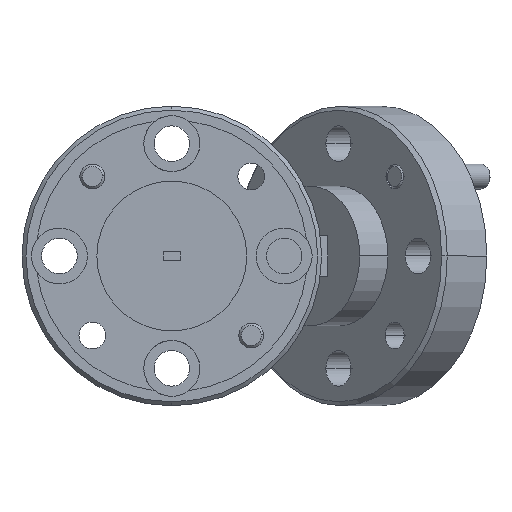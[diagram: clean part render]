
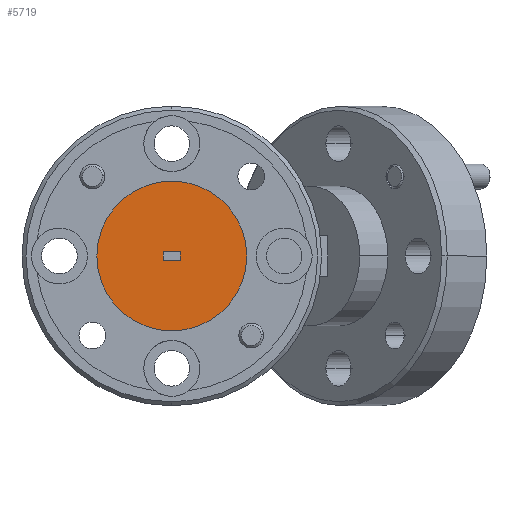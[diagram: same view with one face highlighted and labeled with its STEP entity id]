
A CAD part, left-side view. The second image highlights one B-rep face of the part: STEP entity #5719.
In plain terms, the highlighted planar face has unit normal (-1, 0, 0).
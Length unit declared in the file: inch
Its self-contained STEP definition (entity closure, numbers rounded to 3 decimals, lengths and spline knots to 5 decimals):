
#28 = ORIENTED_EDGE ( 'NONE', *, *, #3732, .T. ) ;
#201 = VERTEX_POINT ( 'NONE', #1146 ) ;
#214 = ORIENTED_EDGE ( 'NONE', *, *, #6935, .T. ) ;
#317 = CARTESIAN_POINT ( 'NONE',  ( -1.72001, 0.82332, 0.15348 ) ) ;
#319 = CARTESIAN_POINT ( 'NONE',  ( -1.72001, 0.86632, 0.17498 ) ) ;
#515 = CARTESIAN_POINT ( 'NONE',  ( -1.72001, 0.86632, 0.17498 ) ) ;
#758 = DIRECTION ( 'NONE',  ( 0., 0., -1. ) ) ;
#808 = VECTOR ( 'NONE', #6693, 39.37008 ) ;
#1146 = CARTESIAN_POINT ( 'NONE',  ( -1.72001, 0.82332, 0.17498 ) ) ;
#1201 = DIRECTION ( 'NONE',  ( 0., 0., 1. ) ) ;
#1231 = LINE ( 'NONE', #6303, #808 ) ;
#1476 = DIRECTION ( 'NONE',  ( -1., 0., 0. ) ) ;
#1547 = CARTESIAN_POINT ( 'NONE',  ( -1.72001, 0.84482, 0.35173 ) ) ;
#1562 = VECTOR ( 'NONE', #1201, 39.37008 ) ;
#1646 = DIRECTION ( 'NONE',  ( 0., 0., 1. ) ) ;
#1842 = ORIENTED_EDGE ( 'NONE', *, *, #3917, .T. ) ;
#1871 = VERTEX_POINT ( 'NONE', #515 ) ;
#1915 = CARTESIAN_POINT ( 'NONE',  ( -1.72001, 0.84482, 0.16423 ) ) ;
#1941 = EDGE_CURVE ( 'NONE', #3886, #4139, #1231, .T. ) ;
#2091 = CARTESIAN_POINT ( 'NONE',  ( -1.72001, 0.84482, -0.02327 ) ) ;
#2390 = VERTEX_POINT ( 'NONE', #2091 ) ;
#2447 = ORIENTED_EDGE ( 'NONE', *, *, #3665, .T. ) ;
#2556 = CARTESIAN_POINT ( 'NONE',  ( -1.72001, 0.84482, 0.16423 ) ) ;
#2674 = LINE ( 'NONE', #317, #5828 ) ;
#2773 = ORIENTED_EDGE ( 'NONE', *, *, #1941, .T. ) ;
#3011 = VERTEX_POINT ( 'NONE', #1547 ) ;
#3362 = CARTESIAN_POINT ( 'NONE',  ( -1.72001, 0.86632, 0.15348 ) ) ;
#3435 = AXIS2_PLACEMENT_3D ( 'NONE', #2556, #1476, #4364 ) ;
#3475 = FACE_OUTER_BOUND ( 'NONE', #6812, .T. ) ;
#3665 = EDGE_CURVE ( 'NONE', #1871, #201, #4574, .T. ) ;
#3732 = EDGE_CURVE ( 'NONE', #3011, #2390, #6533, .T. ) ;
#3886 = VERTEX_POINT ( 'NONE', #6669 ) ;
#3917 = EDGE_CURVE ( 'NONE', #2390, #3011, #6540, .T. ) ;
#4139 = VERTEX_POINT ( 'NONE', #7031 ) ;
#4287 = DIRECTION ( 'NONE',  ( 0., 0., -1. ) ) ;
#4364 = DIRECTION ( 'NONE',  ( 0., 0., 1. ) ) ;
#4386 = CARTESIAN_POINT ( 'NONE',  ( -1.72001, 0.84482, 0.16423 ) ) ;
#4574 = LINE ( 'NONE', #319, #5027 ) ;
#5027 = VECTOR ( 'NONE', #6336, 39.37008 ) ;
#5478 = LINE ( 'NONE', #3362, #1562 ) ;
#5665 = EDGE_CURVE ( 'NONE', #4139, #1871, #5478, .T. ) ;
#5719 = ADVANCED_FACE ( 'NONE', ( #6870, #3475 ), #6835, .F. ) ;
#5828 = VECTOR ( 'NONE', #4287, 39.37008 ) ;
#5964 = AXIS2_PLACEMENT_3D ( 'NONE', #4386, #6563, #1646 ) ;
#6134 = EDGE_LOOP ( 'NONE', ( #6810, #2447, #214, #2773 ) ) ;
#6157 = DIRECTION ( 'NONE',  ( 1., 0., 0. ) ) ;
#6303 = CARTESIAN_POINT ( 'NONE',  ( -1.72001, 0.86632, 0.15348 ) ) ;
#6336 = DIRECTION ( 'NONE',  ( 0., -1., 0. ) ) ;
#6533 = CIRCLE ( 'NONE', #3435, 0.1875 ) ;
#6540 = CIRCLE ( 'NONE', #5964, 0.1875 ) ;
#6563 = DIRECTION ( 'NONE',  ( -1., 0., 0. ) ) ;
#6607 = AXIS2_PLACEMENT_3D ( 'NONE', #1915, #6157, #758 ) ;
#6669 = CARTESIAN_POINT ( 'NONE',  ( -1.72001, 0.82332, 0.15348 ) ) ;
#6693 = DIRECTION ( 'NONE',  ( 0., 1., 0. ) ) ;
#6810 = ORIENTED_EDGE ( 'NONE', *, *, #5665, .T. ) ;
#6812 = EDGE_LOOP ( 'NONE', ( #28, #1842 ) ) ;
#6835 = PLANE ( 'NONE',  #6607 ) ;
#6870 = FACE_BOUND ( 'NONE', #6134, .T. ) ;
#6935 = EDGE_CURVE ( 'NONE', #201, #3886, #2674, .T. ) ;
#7031 = CARTESIAN_POINT ( 'NONE',  ( -1.72001, 0.86632, 0.15348 ) ) ;
